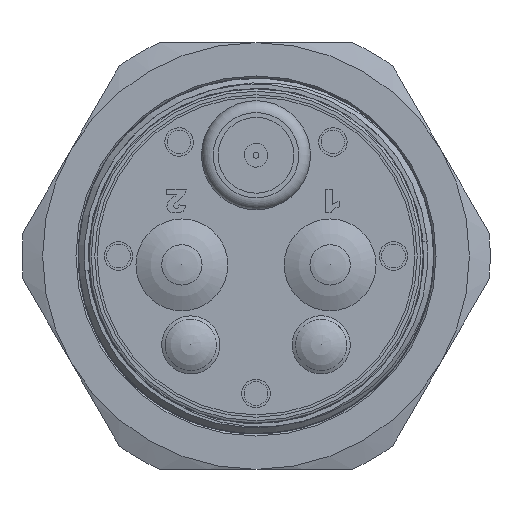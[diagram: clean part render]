
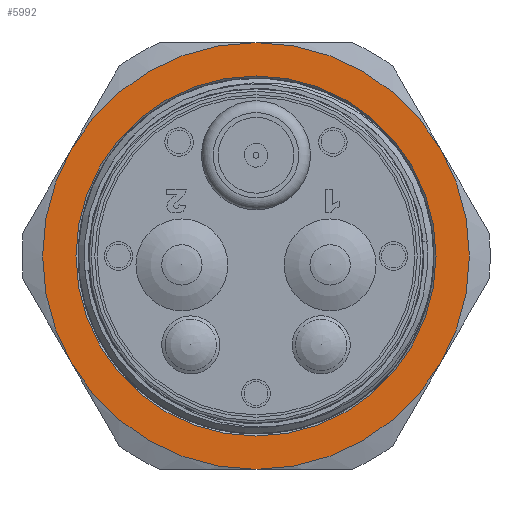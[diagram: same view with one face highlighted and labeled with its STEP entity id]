
A CAD part, front view. The second image highlights one B-rep face of the part: STEP entity #5992.
In plain terms, the highlighted face is planar.
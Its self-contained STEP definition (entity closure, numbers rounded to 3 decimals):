
#2419=ORIENTED_EDGE('',*,*,#3205,.T.);
#2420=ORIENTED_EDGE('',*,*,#3206,.T.);
#2421=ORIENTED_EDGE('',*,*,#3207,.T.);
#2422=ORIENTED_EDGE('',*,*,#3208,.T.);
#2423=ORIENTED_EDGE('',*,*,#3209,.T.);
#2424=ORIENTED_EDGE('',*,*,#3210,.T.);
#2425=ORIENTED_EDGE('',*,*,#3211,.T.);
#3205=EDGE_CURVE('',#3774,#3774,#4085,.F.);
#3206=EDGE_CURVE('',#3741,#3747,#4086,.T.);
#3207=EDGE_CURVE('',#3747,#3753,#4087,.T.);
#3208=EDGE_CURVE('',#3753,#3759,#4088,.T.);
#3209=EDGE_CURVE('',#3759,#3765,#4089,.T.);
#3210=EDGE_CURVE('',#3765,#3771,#4090,.T.);
#3211=EDGE_CURVE('',#3771,#3741,#4091,.T.);
#3741=VERTEX_POINT('',#16276);
#3747=VERTEX_POINT('',#16301);
#3753=VERTEX_POINT('',#16326);
#3759=VERTEX_POINT('',#16351);
#3765=VERTEX_POINT('',#16376);
#3771=VERTEX_POINT('',#16401);
#3774=VERTEX_POINT('',#16415);
#4085=CIRCLE('',#7713,15.188);
#4086=CIRCLE('',#7714,18.);
#4087=CIRCLE('',#7715,18.);
#4088=CIRCLE('',#7716,18.);
#4089=CIRCLE('',#7717,18.);
#4090=CIRCLE('',#7718,18.);
#4091=CIRCLE('',#7719,18.);
#4730=EDGE_LOOP('',(#2419));
#4731=EDGE_LOOP('',(#2420,#2421,#2422,#2423,#2424,#2425));
#5379=FACE_BOUND('',#4730,.T.);
#5380=FACE_BOUND('',#4731,.T.);
#5605=PLANE('',#7712);
#5992=ADVANCED_FACE('',(#5379,#5380),#5605,.T.);
#7712=AXIS2_PLACEMENT_3D('',#16413,#9510,#9511);
#7713=AXIS2_PLACEMENT_3D('',#16414,#9512,#9513);
#7714=AXIS2_PLACEMENT_3D('',#16416,#9514,#9515);
#7715=AXIS2_PLACEMENT_3D('',#16417,#9516,#9517);
#7716=AXIS2_PLACEMENT_3D('',#16418,#9518,#9519);
#7717=AXIS2_PLACEMENT_3D('',#16419,#9520,#9521);
#7718=AXIS2_PLACEMENT_3D('',#16420,#9522,#9523);
#7719=AXIS2_PLACEMENT_3D('',#16421,#9524,#9525);
#9510=DIRECTION('',(0.,1.,0.));
#9511=DIRECTION('',(0.,0.,1.));
#9512=DIRECTION('',(0.,1.,0.));
#9513=DIRECTION('',(0.,0.,1.));
#9514=DIRECTION('',(0.,1.,0.));
#9515=DIRECTION('',(0.,0.,1.));
#9516=DIRECTION('',(0.,1.,0.));
#9517=DIRECTION('',(0.,0.,1.));
#9518=DIRECTION('',(0.,1.,0.));
#9519=DIRECTION('',(0.,0.,1.));
#9520=DIRECTION('',(0.,1.,0.));
#9521=DIRECTION('',(0.,0.,1.));
#9522=DIRECTION('',(0.,1.,0.));
#9523=DIRECTION('',(0.,0.,1.));
#9524=DIRECTION('',(0.,1.,0.));
#9525=DIRECTION('',(0.,0.,1.));
#16276=CARTESIAN_POINT('',(-9.,2.5,15.588));
#16301=CARTESIAN_POINT('',(9.,2.5,15.588));
#16326=CARTESIAN_POINT('',(18.,2.5,0.));
#16351=CARTESIAN_POINT('',(9.,2.5,-15.588));
#16376=CARTESIAN_POINT('',(-9.,2.5,-15.588));
#16401=CARTESIAN_POINT('',(-18.,2.5,0.));
#16413=CARTESIAN_POINT('',(0.,2.5,0.));
#16414=CARTESIAN_POINT('',(0.,2.5,0.));
#16415=CARTESIAN_POINT('',(0.,2.5,15.188));
#16416=CARTESIAN_POINT('',(0.,2.5,0.));
#16417=CARTESIAN_POINT('',(0.,2.5,0.));
#16418=CARTESIAN_POINT('',(0.,2.5,0.));
#16419=CARTESIAN_POINT('',(0.,2.5,0.));
#16420=CARTESIAN_POINT('',(0.,2.5,0.));
#16421=CARTESIAN_POINT('',(0.,2.5,0.));
